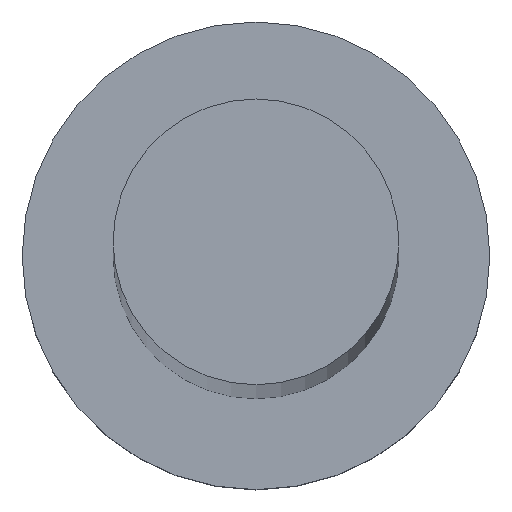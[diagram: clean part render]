
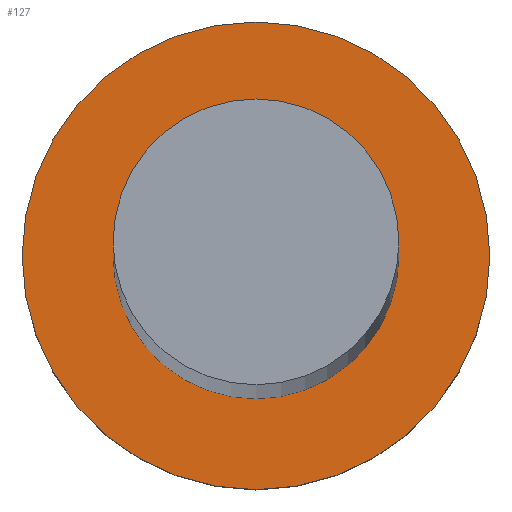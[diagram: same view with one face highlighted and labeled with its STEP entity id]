
A CAD part, top view. The second image highlights one B-rep face of the part: STEP entity #127.
In plain terms, the highlighted planar face has unit normal (0, 0, 1).
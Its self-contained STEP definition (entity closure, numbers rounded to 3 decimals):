
#7 = ORIENTED_EDGE ( 'NONE', *, *, #35, .T. ) ;
#10 = PLANE ( 'NONE',  #133 ) ;
#23 = DIRECTION ( 'NONE',  ( 0., 0., 1. ) ) ;
#35 = EDGE_CURVE ( 'NONE', #244, #197, #142, .T. ) ;
#38 = EDGE_LOOP ( 'NONE', ( #162, #231 ) ) ;
#41 = AXIS2_PLACEMENT_3D ( 'NONE', #215, #128, #55 ) ;
#42 = CIRCLE ( 'NONE', #143, 5.5 ) ;
#47 = DIRECTION ( 'NONE',  ( 0., 0., 1. ) ) ;
#54 = EDGE_CURVE ( 'NONE', #197, #244, #207, .T. ) ;
#55 = DIRECTION ( 'NONE',  ( 1., 0., 0. ) ) ;
#65 = DIRECTION ( 'NONE',  ( 0., 0., 1. ) ) ;
#78 = CARTESIAN_POINT ( 'NONE',  ( 9., 0., 6.5 ) ) ;
#79 = CARTESIAN_POINT ( 'NONE',  ( 5.5, 0., 6.5 ) ) ;
#81 = CARTESIAN_POINT ( 'NONE',  ( 0., 0., 6.5 ) ) ;
#97 = DIRECTION ( 'NONE',  ( 1., 0., 0. ) ) ;
#104 = CARTESIAN_POINT ( 'NONE',  ( -5.5, 0., 6.5 ) ) ;
#117 = FACE_OUTER_BOUND ( 'NONE', #156, .T. ) ;
#127 = ADVANCED_FACE ( 'NONE', ( #209, #117 ), #10, .T. ) ;
#128 = DIRECTION ( 'NONE',  ( 0., 0., 1. ) ) ;
#130 = EDGE_CURVE ( 'NONE', #212, #216, #42, .T. ) ;
#133 = AXIS2_PLACEMENT_3D ( 'NONE', #81, #47, #201 ) ;
#136 = DIRECTION ( 'NONE',  ( 1., 0., 0. ) ) ;
#142 = CIRCLE ( 'NONE', #190, 9. ) ;
#143 = AXIS2_PLACEMENT_3D ( 'NONE', #158, #23, #136 ) ;
#148 = CARTESIAN_POINT ( 'NONE',  ( 0., 0., 6.5 ) ) ;
#156 = EDGE_LOOP ( 'NONE', ( #7, #204 ) ) ;
#158 = CARTESIAN_POINT ( 'NONE',  ( 0., 0., 6.5 ) ) ;
#162 = ORIENTED_EDGE ( 'NONE', *, *, #184, .F. ) ;
#184 = EDGE_CURVE ( 'NONE', #216, #212, #191, .T. ) ;
#187 = CARTESIAN_POINT ( 'NONE',  ( -9., 0., 6.5 ) ) ;
#190 = AXIS2_PLACEMENT_3D ( 'NONE', #148, #240, #97 ) ;
#191 = CIRCLE ( 'NONE', #196, 5.5 ) ;
#196 = AXIS2_PLACEMENT_3D ( 'NONE', #224, #65, #227 ) ;
#197 = VERTEX_POINT ( 'NONE', #78 ) ;
#201 = DIRECTION ( 'NONE',  ( 1., 0., 0. ) ) ;
#204 = ORIENTED_EDGE ( 'NONE', *, *, #54, .T. ) ;
#207 = CIRCLE ( 'NONE', #41, 9. ) ;
#209 = FACE_BOUND ( 'NONE', #38, .T. ) ;
#212 = VERTEX_POINT ( 'NONE', #79 ) ;
#215 = CARTESIAN_POINT ( 'NONE',  ( 0., 0., 6.5 ) ) ;
#216 = VERTEX_POINT ( 'NONE', #104 ) ;
#224 = CARTESIAN_POINT ( 'NONE',  ( 0., 0., 6.5 ) ) ;
#227 = DIRECTION ( 'NONE',  ( 1., 0., 0. ) ) ;
#231 = ORIENTED_EDGE ( 'NONE', *, *, #130, .F. ) ;
#240 = DIRECTION ( 'NONE',  ( 0., 0., 1. ) ) ;
#244 = VERTEX_POINT ( 'NONE', #187 ) ;
